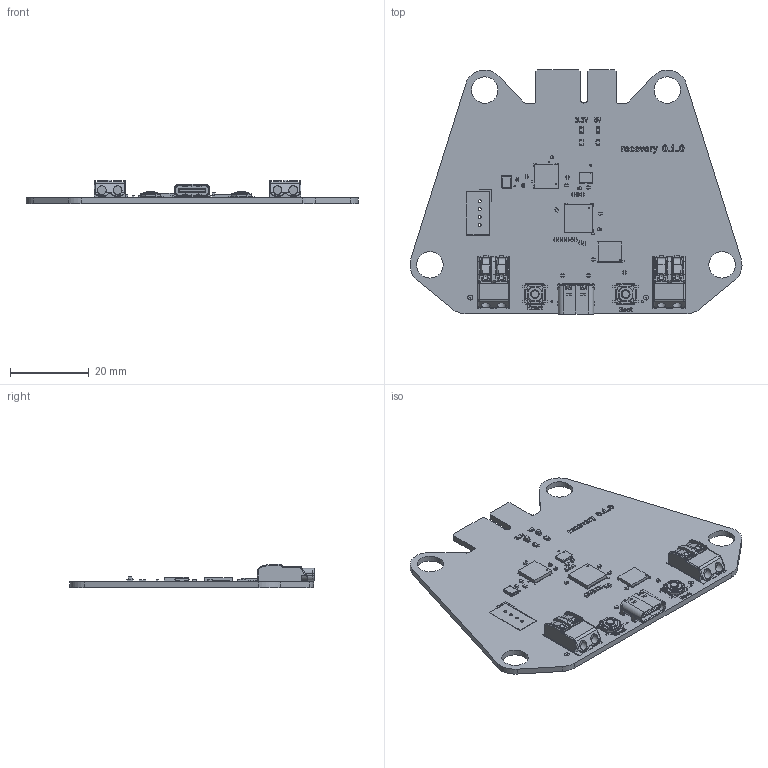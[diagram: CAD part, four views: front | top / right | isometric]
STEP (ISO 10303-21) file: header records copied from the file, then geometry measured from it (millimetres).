
FILE_DESCRIPTION(('KiCad electronic assembly'),'2;1');
FILE_NAME('recovery.step','2025-04-04T01:47:00',('Pcbnew'),('Kicad'), 'Open CASCADE STEP processor 7.8','KiCad to STEP converter','Unknown' );
FILE_SCHEMA(('AUTOMOTIVE_DESIGN { 1 0 10303 214 1 1 1 1 }'));
Length unit declared in the file: millimetre
Products named in the file (15): recovery 1; WSON-8-1EP_6x5mm_P1.27mm_EP3.4x4.3mm; C_0402_1005Metric; R_0402_1005Metric; kicad_embedded_F2E480E80373251B4C3F0A48D73F2CA5; kicad_embedded_74EC9C574C356922F6A4535285956C6B; R_0603_1608Metric; LED_0603_1608Metric; kicad_embedded_A65466E470E5E8AF14C115DF900A7CD7; kicad_embedded_EA7A5E5BA1FE67DE33AC9562E05053AD; USB_C_Receptacle_GCT_USB4105-xx-A_16P_TopMnt_Horizontal; kicad_embedded_4388890B492DB805848C6FA29B657E5E; QFN-56-1EP_7x7mm_P0.4mm_EP3.2x3.2mm; recovery_silkscreen; recovery_PCB
Assembly tree (42 placements, depth 2):
  recovery 1
    WSON-8-1EP_6x5mm_P1.27mm_EP3.4x4.3mm
    C_0402_1005Metric  x19
    R_0402_1005Metric  x7
    kicad_embedded_F2E480E80373251B4C3F0A48D73F2CA5
    kicad_embedded_74EC9C574C356922F6A4535285956C6B  x2
    R_0603_1608Metric  x2
    LED_0603_1608Metric  x2
    kicad_embedded_A65466E470E5E8AF14C115DF900A7CD7
    kicad_embedded_EA7A5E5BA1FE67DE33AC9562E05053AD  x2
    USB_C_Receptacle_GCT_USB4105-xx-A_16P_TopMnt_Horizontal
    kicad_embedded_4388890B492DB805848C6FA29B657E5E
    QFN-56-1EP_7x7mm_P0.4mm_EP3.2x3.2mm
    recovery_silkscreen
    recovery_PCB
Bounding box: 84.09 x 61.86 x 6.02 mm (x, y, z)
Volume: 6975.8 mm3; surface area: 11190.4 mm2
Topology: 129 solids, 259 shells, 3512 faces, 9876 edges, 6744 vertices
Faces by surface type: plane 2421, cylinder 943, torus 76, sphere 60, cone 8, revolution 4
Full cylindrical faces by diameter (mm): 0.13 x1, 0.3 x1, 0.35 x1, 0.4 x1, 0.5 x2, 0.6 x2, 0.762 x4, 2.25 x4, 6.7 x4
Entity records: 85787 total; most frequent: CARTESIAN_POINT 13673, DIRECTION 12377, ORIENTED_EDGE 11958, EDGE_CURVE 6539, LINE 5177, VECTOR 5177, VERTEX_POINT 4624, AXIS2_PLACEMENT_3D 3599
